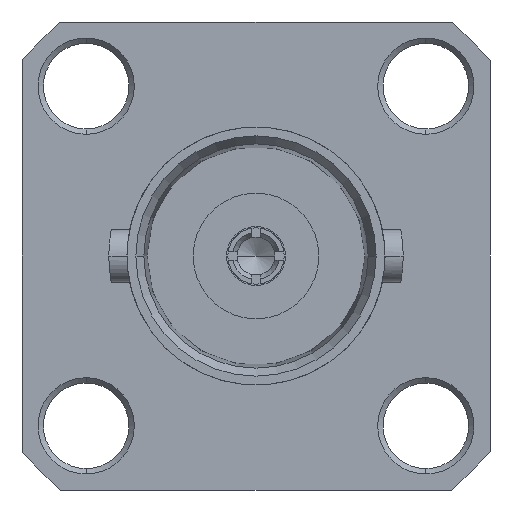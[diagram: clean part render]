
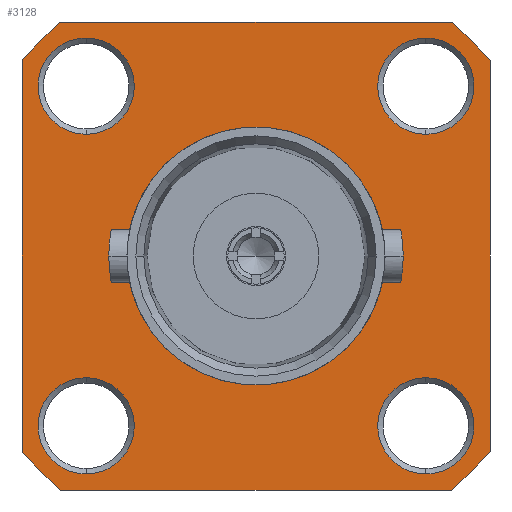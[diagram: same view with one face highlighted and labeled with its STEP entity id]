
A CAD part, left-side view. The second image highlights one B-rep face of the part: STEP entity #3128.
In plain terms, the highlighted planar face has unit normal (-1, 0, 0).
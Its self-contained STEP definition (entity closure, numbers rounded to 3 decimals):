
#469=CARTESIAN_POINT('',(17.6,0.,0.));
#470=DIRECTION('',(1.,0.,0.));
#471=DIRECTION('',(0.,-0.641,0.768));
#472=AXIS2_PLACEMENT_3D('',#469,#470,#471);
#474=CARTESIAN_POINT('',(17.6,0.,0.));
#475=DIRECTION('',(1.,0.,0.));
#476=DIRECTION('',(0.,-0.768,-0.641));
#477=AXIS2_PLACEMENT_3D('',#474,#475,#476);
#479=CARTESIAN_POINT('',(17.6,0.,0.));
#480=DIRECTION('',(1.,0.,0.));
#481=DIRECTION('',(0.,0.641,-0.768));
#482=AXIS2_PLACEMENT_3D('',#479,#480,#481);
#484=CARTESIAN_POINT('',(17.6,0.,0.));
#485=DIRECTION('',(1.,0.,0.));
#486=DIRECTION('',(0.,0.768,0.641));
#487=AXIS2_PLACEMENT_3D('',#484,#485,#486);
#489=CARTESIAN_POINT('',(17.6,0.,0.));
#490=DIRECTION('',(-1.,0.,0.));
#491=DIRECTION('',(0.,-0.707,0.707));
#492=AXIS2_PLACEMENT_3D('',#489,#490,#491);
#494=CARTESIAN_POINT('',(17.6,0.,0.));
#495=DIRECTION('',(1.,0.,0.));
#496=DIRECTION('',(0.,-0.707,0.707));
#497=AXIS2_PLACEMENT_3D('',#494,#495,#496);
#499=CARTESIAN_POINT('',(17.6,6.35,-6.35));
#500=DIRECTION('',(1.,0.,0.));
#501=DIRECTION('',(0.,0.,1.));
#502=AXIS2_PLACEMENT_3D('',#499,#500,#501);
#504=CARTESIAN_POINT('',(17.6,6.35,-6.35));
#505=DIRECTION('',(1.,0.,0.));
#506=DIRECTION('',(0.,0.,-1.));
#507=AXIS2_PLACEMENT_3D('',#504,#505,#506);
#509=CARTESIAN_POINT('',(17.6,6.35,6.35));
#510=DIRECTION('',(1.,0.,0.));
#511=DIRECTION('',(0.,0.,1.));
#512=AXIS2_PLACEMENT_3D('',#509,#510,#511);
#514=CARTESIAN_POINT('',(17.6,6.35,6.35));
#515=DIRECTION('',(1.,0.,0.));
#516=DIRECTION('',(0.,0.,-1.));
#517=AXIS2_PLACEMENT_3D('',#514,#515,#516);
#519=CARTESIAN_POINT('',(17.6,-6.35,-6.35));
#520=DIRECTION('',(1.,0.,0.));
#521=DIRECTION('',(0.,0.,-1.));
#522=AXIS2_PLACEMENT_3D('',#519,#520,#521);
#524=CARTESIAN_POINT('',(17.6,-6.35,-6.35));
#525=DIRECTION('',(1.,0.,0.));
#526=DIRECTION('',(0.,0.,1.));
#527=AXIS2_PLACEMENT_3D('',#524,#525,#526);
#529=CARTESIAN_POINT('',(17.6,-6.35,6.35));
#530=DIRECTION('',(1.,0.,0.));
#531=DIRECTION('',(0.,0.,1.));
#532=AXIS2_PLACEMENT_3D('',#529,#530,#531);
#534=CARTESIAN_POINT('',(17.6,-6.35,6.35));
#535=DIRECTION('',(1.,0.,0.));
#536=DIRECTION('',(0.,0.,-1.));
#537=AXIS2_PLACEMENT_3D('',#534,#535,#536);
#543=DIRECTION('',(0.,-1.,0.));
#544=VECTOR('',#543,14.615);
#545=CARTESIAN_POINT('',(17.6,7.307,8.75));
#546=LINE('',#545,#544);
#567=DIRECTION('',(0.,0.,1.));
#568=VECTOR('',#567,14.615);
#569=CARTESIAN_POINT('',(17.6,8.75,-7.307));
#570=LINE('',#569,#568);
#583=DIRECTION('',(0.,1.,0.));
#584=VECTOR('',#583,14.615);
#585=CARTESIAN_POINT('',(17.6,-7.307,-8.75));
#586=LINE('',#585,#584);
#599=DIRECTION('',(0.,0.,-1.));
#600=VECTOR('',#599,14.615);
#601=CARTESIAN_POINT('',(17.6,-8.75,7.307));
#602=LINE('',#601,#600);
#2197=CARTESIAN_POINT('',(17.6,-3.412,3.412));
#2198=CARTESIAN_POINT('',(17.6,3.412,-3.412));
#2199=VERTEX_POINT('',#2197);
#2200=VERTEX_POINT('',#2198);
#2213=CARTESIAN_POINT('',(17.6,-7.307,8.75));
#2215=VERTEX_POINT('',#2213);
#2217=CARTESIAN_POINT('',(17.6,7.307,8.75));
#2219=VERTEX_POINT('',#2217);
#2221=CARTESIAN_POINT('',(17.6,-8.75,7.307));
#2223=VERTEX_POINT('',#2221);
#2225=CARTESIAN_POINT('',(17.6,-8.75,-7.307));
#2227=VERTEX_POINT('',#2225);
#2229=CARTESIAN_POINT('',(17.6,-7.307,-8.75));
#2231=VERTEX_POINT('',#2229);
#2233=CARTESIAN_POINT('',(17.6,7.307,-8.75));
#2235=VERTEX_POINT('',#2233);
#2237=CARTESIAN_POINT('',(17.6,8.75,-7.307));
#2239=VERTEX_POINT('',#2237);
#2241=CARTESIAN_POINT('',(17.6,8.75,7.307));
#2243=VERTEX_POINT('',#2241);
#2389=CARTESIAN_POINT('',(17.6,6.35,-4.55));
#2390=CARTESIAN_POINT('',(17.6,6.35,-8.15));
#2391=VERTEX_POINT('',#2389);
#2392=VERTEX_POINT('',#2390);
#2397=CARTESIAN_POINT('',(17.6,6.35,8.15));
#2398=CARTESIAN_POINT('',(17.6,6.35,4.55));
#2399=VERTEX_POINT('',#2397);
#2400=VERTEX_POINT('',#2398);
#2405=CARTESIAN_POINT('',(17.6,-6.35,-8.15));
#2406=CARTESIAN_POINT('',(17.6,-6.35,-4.55));
#2407=VERTEX_POINT('',#2405);
#2408=VERTEX_POINT('',#2406);
#2413=CARTESIAN_POINT('',(17.6,-6.35,8.15));
#2414=CARTESIAN_POINT('',(17.6,-6.35,4.55));
#2415=VERTEX_POINT('',#2413);
#2416=VERTEX_POINT('',#2414);
#3077=CARTESIAN_POINT('',(17.6,0.,0.));
#3078=DIRECTION('',(1.,0.,0.));
#3079=DIRECTION('',(0.,0.707,-0.707));
#3080=AXIS2_PLACEMENT_3D('',#3077,#3078,#3079);
#3081=PLANE('',#3080);
#3083=ORIENTED_EDGE('',*,*,#3082,.T.);
#3085=ORIENTED_EDGE('',*,*,#3084,.T.);
#3087=ORIENTED_EDGE('',*,*,#3086,.T.);
#3089=ORIENTED_EDGE('',*,*,#3088,.T.);
#3091=ORIENTED_EDGE('',*,*,#3090,.T.);
#3093=ORIENTED_EDGE('',*,*,#3092,.T.);
#3095=ORIENTED_EDGE('',*,*,#3094,.T.);
#3097=ORIENTED_EDGE('',*,*,#3096,.T.);
#3098=EDGE_LOOP('',(#3083,#3085,#3087,#3089,#3091,#3093,#3095,#3097));
#3099=FACE_OUTER_BOUND('',#3098,.F.);
#3100=ORIENTED_EDGE('',*,*,#3040,.T.);
#3101=ORIENTED_EDGE('',*,*,#3012,.F.);
#3102=EDGE_LOOP('',(#3100,#3101));
#3103=FACE_BOUND('',#3102,.F.);
#3105=ORIENTED_EDGE('',*,*,#3104,.F.);
#3107=ORIENTED_EDGE('',*,*,#3106,.F.);
#3108=EDGE_LOOP('',(#3105,#3107));
#3109=FACE_BOUND('',#3108,.F.);
#3111=ORIENTED_EDGE('',*,*,#3110,.F.);
#3113=ORIENTED_EDGE('',*,*,#3112,.F.);
#3114=EDGE_LOOP('',(#3111,#3113));
#3115=FACE_BOUND('',#3114,.F.);
#3117=ORIENTED_EDGE('',*,*,#3116,.F.);
#3119=ORIENTED_EDGE('',*,*,#3118,.F.);
#3120=EDGE_LOOP('',(#3117,#3119));
#3121=FACE_BOUND('',#3120,.F.);
#3123=ORIENTED_EDGE('',*,*,#3122,.F.);
#3125=ORIENTED_EDGE('',*,*,#3124,.F.);
#3126=EDGE_LOOP('',(#3123,#3125));
#3127=FACE_BOUND('',#3126,.F.);
#3128=ADVANCED_FACE('',(#3099,#3103,#3109,#3115,#3121,#3127),#3081,.F.);
#473=CIRCLE('',#472,11.4);
#478=CIRCLE('',#477,11.4);
#483=CIRCLE('',#482,11.4);
#488=CIRCLE('',#487,11.4);
#493=CIRCLE('',#492,4.825);
#498=CIRCLE('',#497,4.825);
#503=CIRCLE('',#502,1.8);
#508=CIRCLE('',#507,1.8);
#513=CIRCLE('',#512,1.8);
#518=CIRCLE('',#517,1.8);
#523=CIRCLE('',#522,1.8);
#528=CIRCLE('',#527,1.8);
#533=CIRCLE('',#532,1.8);
#538=CIRCLE('',#537,1.8);
#3012=EDGE_CURVE('',#2199,#2200,#498,.T.);
#3040=EDGE_CURVE('',#2199,#2200,#493,.T.);
#3082=EDGE_CURVE('',#2215,#2223,#473,.T.);
#3084=EDGE_CURVE('',#2223,#2227,#602,.T.);
#3086=EDGE_CURVE('',#2227,#2231,#478,.T.);
#3088=EDGE_CURVE('',#2231,#2235,#586,.T.);
#3090=EDGE_CURVE('',#2235,#2239,#483,.T.);
#3092=EDGE_CURVE('',#2239,#2243,#570,.T.);
#3094=EDGE_CURVE('',#2243,#2219,#488,.T.);
#3096=EDGE_CURVE('',#2219,#2215,#546,.T.);
#3104=EDGE_CURVE('',#2391,#2392,#503,.T.);
#3106=EDGE_CURVE('',#2392,#2391,#508,.T.);
#3110=EDGE_CURVE('',#2399,#2400,#513,.T.);
#3112=EDGE_CURVE('',#2400,#2399,#518,.T.);
#3116=EDGE_CURVE('',#2407,#2408,#523,.T.);
#3118=EDGE_CURVE('',#2408,#2407,#528,.T.);
#3122=EDGE_CURVE('',#2415,#2416,#533,.T.);
#3124=EDGE_CURVE('',#2416,#2415,#538,.T.);
